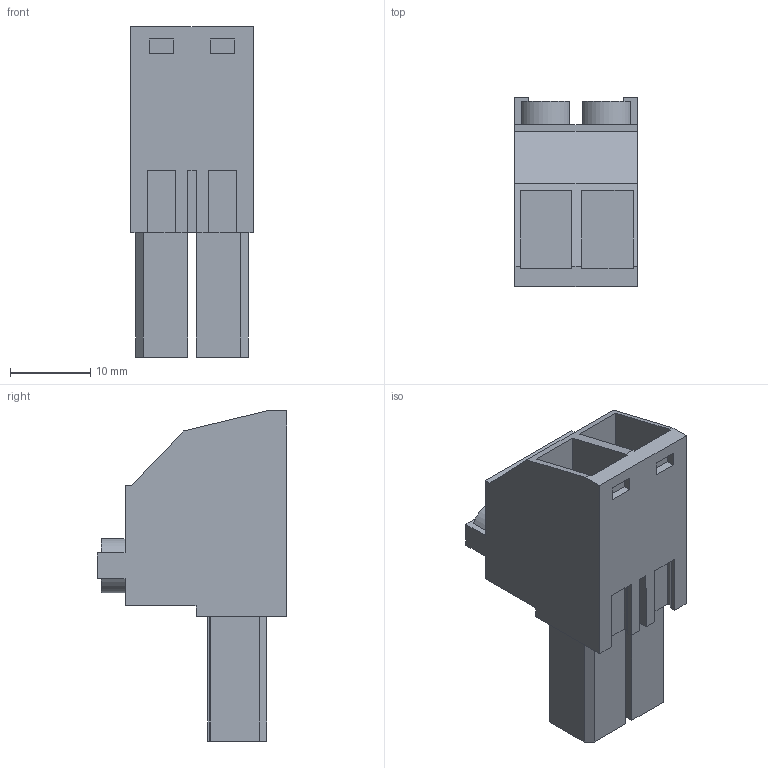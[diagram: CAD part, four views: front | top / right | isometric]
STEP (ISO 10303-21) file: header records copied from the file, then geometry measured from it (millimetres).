
FILE_DESCRIPTION(('CATIA V5 STEP Exchange','CAx-IF Rec.Pracs.--- Model Styling and Organization---1.2---2011-12-15'),'2;1');
FILE_NAME ('D1459334_0_1929930000_1929930000.stp','2017-04-13T06:54:53+00:00',('none'),('Weidmueller'),'CATIA Version 5-6 Release 2014','CATIA V5 STEP AP214','none');
FILE_SCHEMA(('AUTOMOTIVE_DESIGN { 1 0 10303 214 1 1 1 1 }'));
Length unit declared in the file: millimetre
Products named in the file (1): 1929930000
Bounding box: 15.24 x 23.6 x 41.15 mm (x, y, z)
Volume: 6867.6 mm3; surface area: 4575 mm2
Topology: 3 solids, 3 shells, 182 faces, 502 edges, 335 vertices
Faces by surface type: plane 168, cylinder 12, extrusion 2
Entity records: 5543 total; most frequent: CARTESIAN_POINT 1010, ORIENTED_EDGE 1004, DIRECTION 792, EDGE_CURVE 502, VECTOR 464, LINE 462, VERTEX_POINT 335, EDGE_LOOP 191
